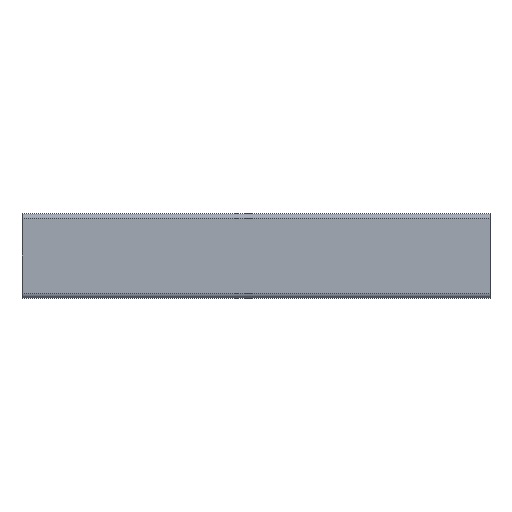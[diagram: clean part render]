
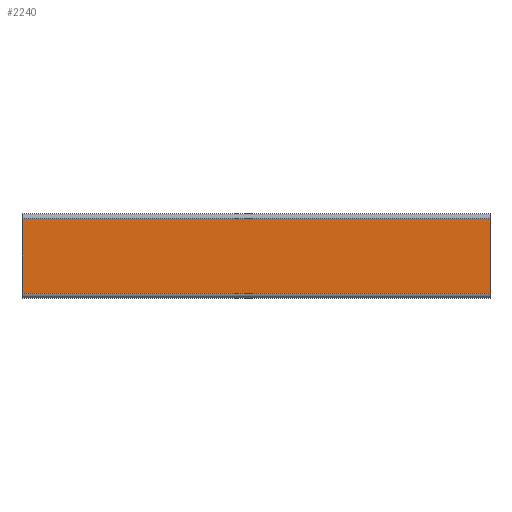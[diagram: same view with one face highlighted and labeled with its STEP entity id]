
A CAD part, left-side view. The second image highlights one B-rep face of the part: STEP entity #2240.
In plain terms, the highlighted planar face has unit normal (-1, 0, 0).
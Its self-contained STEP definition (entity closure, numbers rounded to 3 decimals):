
#108=PLANE('',#2395);
#215=FACE_OUTER_BOUND('',#324,.T.);
#324=EDGE_LOOP('',(#1889,#1890,#1891,#1892));
#613=LINE('',#3603,#898);
#614=LINE('',#3606,#899);
#615=LINE('',#3608,#900);
#616=LINE('',#3609,#901);
#898=VECTOR('',#2954,10.);
#899=VECTOR('',#2957,10.);
#900=VECTOR('',#2958,10.);
#901=VECTOR('',#2959,10.);
#1148=VERTEX_POINT('',#3599);
#1149=VERTEX_POINT('',#3601);
#1150=VERTEX_POINT('',#3605);
#1151=VERTEX_POINT('',#3607);
#1465=EDGE_CURVE('',#1148,#1149,#613,.T.);
#1466=EDGE_CURVE('',#1148,#1150,#614,.T.);
#1467=EDGE_CURVE('',#1151,#1149,#615,.T.);
#1468=EDGE_CURVE('',#1150,#1151,#616,.T.);
#1889=ORIENTED_EDGE('',*,*,#1466,.F.);
#1890=ORIENTED_EDGE('',*,*,#1465,.T.);
#1891=ORIENTED_EDGE('',*,*,#1467,.F.);
#1892=ORIENTED_EDGE('',*,*,#1468,.F.);
#2240=ADVANCED_FACE('',(#215),#108,.T.);
#2395=AXIS2_PLACEMENT_3D('',#3604,#2955,#2956);
#2954=DIRECTION('',(0.,1.,0.));
#2955=DIRECTION('center_axis',(-1.,0.,0.));
#2956=DIRECTION('ref_axis',(0.,0.,1.));
#2957=DIRECTION('',(0.,0.,-1.));
#2958=DIRECTION('',(0.,0.,1.));
#2959=DIRECTION('',(0.,1.,0.));
#3599=CARTESIAN_POINT('',(0.,0.,42.5));
#3601=CARTESIAN_POINT('',(0.,250.,42.5));
#3603=CARTESIAN_POINT('',(0.,0.,42.5));
#3604=CARTESIAN_POINT('Origin',(0.,0.,2.5));
#3605=CARTESIAN_POINT('',(0.,0.,2.5));
#3606=CARTESIAN_POINT('',(0.,0.,42.5));
#3607=CARTESIAN_POINT('',(0.,250.,2.5));
#3608=CARTESIAN_POINT('',(0.,250.,42.5));
#3609=CARTESIAN_POINT('',(0.,0.,2.5));
